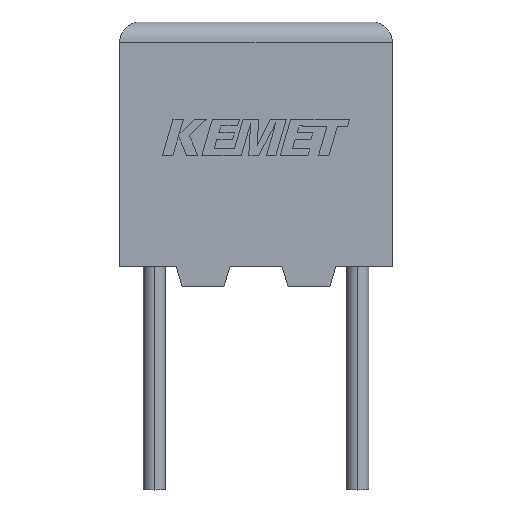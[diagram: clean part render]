
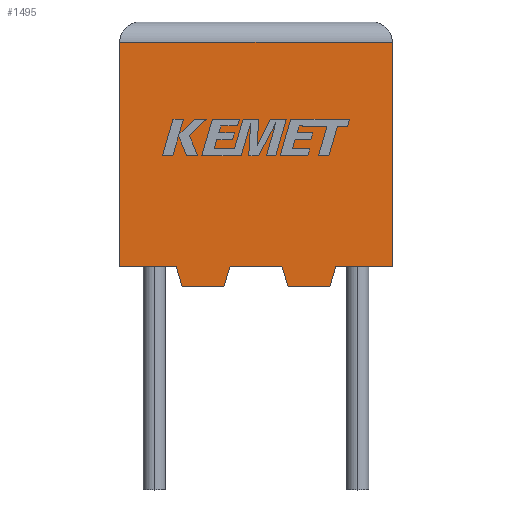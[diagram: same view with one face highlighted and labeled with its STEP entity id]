
A CAD part, top view. The second image highlights one B-rep face of the part: STEP entity #1495.
In plain terms, the highlighted planar face has unit normal (0, 0, 1).
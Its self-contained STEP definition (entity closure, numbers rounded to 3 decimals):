
#14 = CARTESIAN_POINT ( 'NONE',  ( 1.536, -0.5, 5. ) ) ;
#22 = CARTESIAN_POINT ( 'NONE',  ( 5.164, -0.5, 5. ) ) ;
#208 = EDGE_CURVE ( 'NONE', #847, #1292, #232, .T. ) ;
#231 = VERTEX_POINT ( 'NONE', #1280 ) ;
#232 = LINE ( 'NONE', #3245, #1764 ) ;
#314 = CARTESIAN_POINT ( 'NONE',  ( 0., 0., 5. ) ) ;
#328 = ORIENTED_EDGE ( 'NONE', *, *, #819, .F. ) ;
#347 = VECTOR ( 'NONE', #1586, 1000. ) ;
#392 = VECTOR ( 'NONE', #1298, 1000. ) ;
#413 = VERTEX_POINT ( 'NONE', #22 ) ;
#430 = CARTESIAN_POINT ( 'NONE',  ( 2.561, -0.5, 5. ) ) ;
#436 = EDGE_CURVE ( 'NONE', #2812, #2121, #1525, .T. ) ;
#446 = DIRECTION ( 'NONE',  ( 1., 0., 0. ) ) ;
#479 = VERTEX_POINT ( 'NONE', #3057 ) ;
#530 = CARTESIAN_POINT ( 'NONE',  ( 6.7, 0., 5. ) ) ;
#538 = CARTESIAN_POINT ( 'NONE',  ( 4.139, -0.5, 5. ) ) ;
#555 = EDGE_CURVE ( 'NONE', #479, #1014, #2513, .T. ) ;
#564 = DIRECTION ( 'NONE',  ( 1., 0., 0. ) ) ;
#566 = LINE ( 'NONE', #869, #1895 ) ;
#578 = ORIENTED_EDGE ( 'NONE', *, *, #436, .T. ) ;
#588 = LINE ( 'NONE', #1304, #2711 ) ;
#597 = LINE ( 'NONE', #3104, #2169 ) ;
#603 = VECTOR ( 'NONE', #777, 1000. ) ;
#671 = ORIENTED_EDGE ( 'NONE', *, *, #2872, .F. ) ;
#777 = DIRECTION ( 'NONE',  ( 1., 0., 0. ) ) ;
#819 = EDGE_CURVE ( 'NONE', #2812, #413, #1815, .T. ) ;
#844 = LINE ( 'NONE', #1103, #3053 ) ;
#847 = VERTEX_POINT ( 'NONE', #314 ) ;
#867 = CARTESIAN_POINT ( 'NONE',  ( 0., 0., 5. ) ) ;
#869 = CARTESIAN_POINT ( 'NONE',  ( 6.7, 0., 5. ) ) ;
#896 = ORIENTED_EDGE ( 'NONE', *, *, #1162, .T. ) ;
#994 = CARTESIAN_POINT ( 'NONE',  ( 0., 5.5, 5. ) ) ;
#1012 = VECTOR ( 'NONE', #2252, 1000. ) ;
#1014 = VERTEX_POINT ( 'NONE', #430 ) ;
#1035 = DIRECTION ( 'NONE',  ( -1., 0., 0. ) ) ;
#1103 = CARTESIAN_POINT ( 'NONE',  ( 0., 5.5, 5. ) ) ;
#1133 = DIRECTION ( 'NONE',  ( -1., 0., 0. ) ) ;
#1160 = CARTESIAN_POINT ( 'NONE',  ( 1.386, 0., 5. ) ) ;
#1162 = EDGE_CURVE ( 'NONE', #2856, #1521, #2835, .T. ) ;
#1172 = ORIENTED_EDGE ( 'NONE', *, *, #1374, .T. ) ;
#1186 = EDGE_CURVE ( 'NONE', #1014, #2856, #588, .T. ) ;
#1197 = VERTEX_POINT ( 'NONE', #3074 ) ;
#1234 = ORIENTED_EDGE ( 'NONE', *, *, #3044, .T. ) ;
#1280 = CARTESIAN_POINT ( 'NONE',  ( 6.7, 5.5, 5. ) ) ;
#1292 = VERTEX_POINT ( 'NONE', #1160 ) ;
#1296 = VECTOR ( 'NONE', #564, 1000. ) ;
#1298 = DIRECTION ( 'NONE',  ( 1., 0., 0. ) ) ;
#1304 = CARTESIAN_POINT ( 'NONE',  ( 2.561, -0.5, 5. ) ) ;
#1315 = CARTESIAN_POINT ( 'NONE',  ( 0., 0., 5. ) ) ;
#1338 = ORIENTED_EDGE ( 'NONE', *, *, #208, .T. ) ;
#1341 = DIRECTION ( 'NONE',  ( 0.287, 0.958, 0. ) ) ;
#1374 = EDGE_CURVE ( 'NONE', #2486, #847, #1954, .T. ) ;
#1429 = VECTOR ( 'NONE', #2387, 1000. ) ;
#1430 = CARTESIAN_POINT ( 'NONE',  ( 0., 0., 5. ) ) ;
#1463 = FACE_OUTER_BOUND ( 'NONE', #2570, .T. ) ;
#1495 = ADVANCED_FACE ( 'NONE', ( #1463 ), #2004, .F. ) ;
#1521 = VERTEX_POINT ( 'NONE', #2561 ) ;
#1525 = LINE ( 'NONE', #1315, #392 ) ;
#1586 = DIRECTION ( 'NONE',  ( -0.287, -0.958, 0. ) ) ;
#1601 = DIRECTION ( 'NONE',  ( 0., 1., 0. ) ) ;
#1672 = ORIENTED_EDGE ( 'NONE', *, *, #555, .T. ) ;
#1741 = CARTESIAN_POINT ( 'NONE',  ( 2.711, 0., 5. ) ) ;
#1764 = VECTOR ( 'NONE', #446, 1000. ) ;
#1815 = LINE ( 'NONE', #2364, #347 ) ;
#1838 = DIRECTION ( 'NONE',  ( -1., 0., 0. ) ) ;
#1895 = VECTOR ( 'NONE', #1601, 1000. ) ;
#1954 = LINE ( 'NONE', #1430, #2659 ) ;
#2004 = PLANE ( 'NONE',  #2828 ) ;
#2022 = CARTESIAN_POINT ( 'NONE',  ( 0., 0., 5. ) ) ;
#2075 = CARTESIAN_POINT ( 'NONE',  ( 5.314, 0., 5. ) ) ;
#2121 = VERTEX_POINT ( 'NONE', #530 ) ;
#2156 = DIRECTION ( 'NONE',  ( 0., -1., 0. ) ) ;
#2169 = VECTOR ( 'NONE', #1133, 1000. ) ;
#2231 = EDGE_CURVE ( 'NONE', #2121, #231, #566, .T. ) ;
#2233 = DIRECTION ( 'NONE',  ( 0., 0., -1. ) ) ;
#2252 = DIRECTION ( 'NONE',  ( -0.287, 0.958, 0. ) ) ;
#2338 = LINE ( 'NONE', #2356, #1429 ) ;
#2356 = CARTESIAN_POINT ( 'NONE',  ( 1.386, 0., 5. ) ) ;
#2364 = CARTESIAN_POINT ( 'NONE',  ( 5.314, 0., 5. ) ) ;
#2387 = DIRECTION ( 'NONE',  ( 0.287, -0.958, 0. ) ) ;
#2486 = VERTEX_POINT ( 'NONE', #994 ) ;
#2513 = LINE ( 'NONE', #14, #603 ) ;
#2545 = ORIENTED_EDGE ( 'NONE', *, *, #2231, .T. ) ;
#2561 = CARTESIAN_POINT ( 'NONE',  ( 3.989, 0., 5. ) ) ;
#2570 = EDGE_LOOP ( 'NONE', ( #2545, #1234, #1172, #1338, #2901, #1672, #2804, #896, #671, #3105, #328, #578 ) ) ;
#2659 = VECTOR ( 'NONE', #2156, 1000. ) ;
#2711 = VECTOR ( 'NONE', #1341, 1000. ) ;
#2759 = LINE ( 'NONE', #538, #1012 ) ;
#2804 = ORIENTED_EDGE ( 'NONE', *, *, #1186, .T. ) ;
#2812 = VERTEX_POINT ( 'NONE', #2075 ) ;
#2828 = AXIS2_PLACEMENT_3D ( 'NONE', #2022, #2233, #1035 ) ;
#2835 = LINE ( 'NONE', #867, #1296 ) ;
#2856 = VERTEX_POINT ( 'NONE', #1741 ) ;
#2872 = EDGE_CURVE ( 'NONE', #1197, #1521, #2759, .T. ) ;
#2901 = ORIENTED_EDGE ( 'NONE', *, *, #3038, .T. ) ;
#2967 = EDGE_CURVE ( 'NONE', #413, #1197, #597, .T. ) ;
#3038 = EDGE_CURVE ( 'NONE', #1292, #479, #2338, .T. ) ;
#3044 = EDGE_CURVE ( 'NONE', #231, #2486, #844, .T. ) ;
#3053 = VECTOR ( 'NONE', #1838, 1000. ) ;
#3057 = CARTESIAN_POINT ( 'NONE',  ( 1.536, -0.5, 5. ) ) ;
#3074 = CARTESIAN_POINT ( 'NONE',  ( 4.139, -0.5, 5. ) ) ;
#3104 = CARTESIAN_POINT ( 'NONE',  ( 5.164, -0.5, 5. ) ) ;
#3105 = ORIENTED_EDGE ( 'NONE', *, *, #2967, .F. ) ;
#3245 = CARTESIAN_POINT ( 'NONE',  ( 0., 0., 5. ) ) ;
